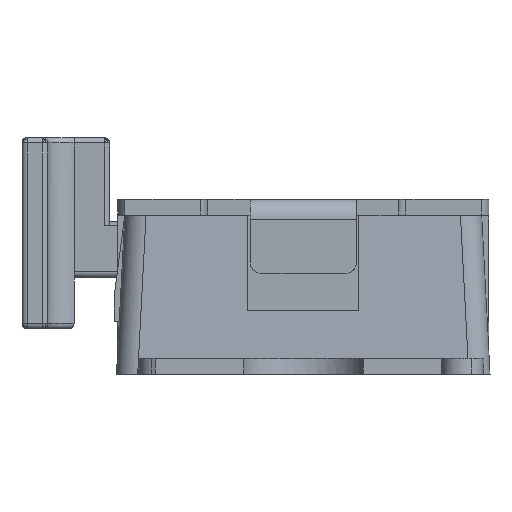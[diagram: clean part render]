
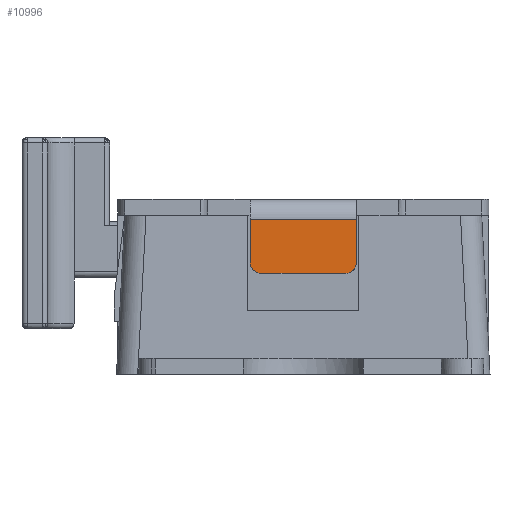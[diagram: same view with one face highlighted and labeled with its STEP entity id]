
A CAD part, left-side view. The second image highlights one B-rep face of the part: STEP entity #10996.
In plain terms, the highlighted planar face has unit normal (-1, 0, 0).
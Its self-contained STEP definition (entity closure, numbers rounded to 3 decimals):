
#16 = CARTESIAN_POINT ( 'NONE',  ( -2.799, 0.504, 1.073 ) ) ;
#82 = CARTESIAN_POINT ( 'NONE',  ( -2.799, 0.004, 4.247 ) ) ;
#419 = CARTESIAN_POINT ( 'NONE',  ( -2.799, -0.496, 1.073 ) ) ;
#458 = CARTESIAN_POINT ( 'NONE',  ( -2.799, 0.504, 1.344 ) ) ;
#972 = ORIENTED_EDGE ( 'NONE', *, *, #3440, .T. ) ;
#1205 = VERTEX_POINT ( 'NONE', #10624 ) ;
#1483 = VERTEX_POINT ( 'NONE', #6946 ) ;
#2057 = CARTESIAN_POINT ( 'NONE',  ( -2.799, -0.396, 0.973 ) ) ;
#2157 = CARTESIAN_POINT ( 'NONE',  ( -2.799, -0.423, 0.973 ) ) ;
#2305 = CARTESIAN_POINT ( 'NONE',  ( -2.799, 0.404, 0.973 ) ) ;
#2387 = EDGE_CURVE ( 'NONE', #7175, #9489, #10609, .T. ) ;
#2686 = PLANE ( 'NONE',  #8933 ) ;
#2800 = FACE_OUTER_BOUND ( 'NONE', #3200, .T. ) ;
#3188 = CARTESIAN_POINT ( 'NONE',  ( -2.799, -0.496, 1.073 ) ) ;
#3200 = EDGE_LOOP ( 'NONE', ( #11023, #10661, #6194, #972, #7209, #6330 ) ) ;
#3214 = CARTESIAN_POINT ( 'NONE',  ( -2.799, 0.504, 1.48 ) ) ;
#3243 = CARTESIAN_POINT ( 'NONE',  ( -2.799, 0.504, 1.073 ) ) ;
#3440 = EDGE_CURVE ( 'NONE', #9961, #1205, #8512, .T. ) ;
#3634 = CARTESIAN_POINT ( 'NONE',  ( -2.799, 0.504, 1.046 ) ) ;
#4232 = CARTESIAN_POINT ( 'NONE',  ( -2.799, -0.496, 1.209 ) ) ;
#4528 = CARTESIAN_POINT ( 'NONE',  ( -2.799, 0.494, 1.022 ) ) ;
#5274 = CARTESIAN_POINT ( 'NONE',  ( -2.799, 0.432, 0.973 ) ) ;
#5435 = CARTESIAN_POINT ( 'NONE',  ( -2.799, 0.455, 0.983 ) ) ;
#5653 = DIRECTION ( 'NONE',  ( 0., 1., 0. ) ) ;
#6177 = B_SPLINE_CURVE_WITH_KNOTS ( 'NONE', 3,
 ( #10768, #458, #6283, #3243 ),
 .UNSPECIFIED., .F., .F.,
 ( 4, 4 ),
 ( 0., 1. ),
 .UNSPECIFIED. ) ;
#6194 = ORIENTED_EDGE ( 'NONE', *, *, #10074, .T. ) ;
#6215 = B_SPLINE_CURVE_WITH_KNOTS ( 'NONE', 3,
 ( #2057, #2157, #8621, #6917, #7007, #3188 ),
 .UNSPECIFIED., .F., .F.,
 ( 4, 2, 4 ),
 ( 0., 0.5, 1. ),
 .UNSPECIFIED. ) ;
#6283 = CARTESIAN_POINT ( 'NONE',  ( -2.799, 0.504, 1.209 ) ) ;
#6330 = ORIENTED_EDGE ( 'NONE', *, *, #8737, .T. ) ;
#6917 = CARTESIAN_POINT ( 'NONE',  ( -2.799, -0.486, 1.022 ) ) ;
#6946 = CARTESIAN_POINT ( 'NONE',  ( -2.799, 0.504, 1.48 ) ) ;
#6978 = CARTESIAN_POINT ( 'NONE',  ( -2.799, 0.404, 0.973 ) ) ;
#7007 = CARTESIAN_POINT ( 'NONE',  ( -2.799, -0.496, 1.045 ) ) ;
#7175 = VERTEX_POINT ( 'NONE', #11943 ) ;
#7207 = CARTESIAN_POINT ( 'NONE',  ( -2.799, -0.496, 1.344 ) ) ;
#7209 = ORIENTED_EDGE ( 'NONE', *, *, #8607, .T. ) ;
#7734 = B_SPLINE_CURVE_WITH_KNOTS ( 'NONE', 3,
 ( #3214, #10988, #11980, #9728 ),
 .UNSPECIFIED., .F., .F.,
 ( 4, 4 ),
 ( 0., 1. ),
 .UNSPECIFIED. ) ;
#7980 = CARTESIAN_POINT ( 'NONE',  ( -2.799, 0.137, 0.973 ) ) ;
#8107 = B_SPLINE_CURVE_WITH_KNOTS ( 'NONE', 3,
 ( #6978, #7980, #8900, #9854 ),
 .UNSPECIFIED., .F., .F.,
 ( 4, 4 ),
 ( 0., 1. ),
 .UNSPECIFIED. ) ;
#8512 = B_SPLINE_CURVE_WITH_KNOTS ( 'NONE', 3,
 ( #8968, #3634, #4528, #5435, #5274, #2305 ),
 .UNSPECIFIED., .F., .F.,
 ( 4, 2, 4 ),
 ( 0., 0.5, 1. ),
 .UNSPECIFIED. ) ;
#8607 = EDGE_CURVE ( 'NONE', #1205, #11245, #8107, .T. ) ;
#8621 = CARTESIAN_POINT ( 'NONE',  ( -2.799, -0.447, 0.983 ) ) ;
#8737 = EDGE_CURVE ( 'NONE', #11245, #9489, #6215, .T. ) ;
#8900 = CARTESIAN_POINT ( 'NONE',  ( -2.799, -0.129, 0.973 ) ) ;
#8933 = AXIS2_PLACEMENT_3D ( 'NONE', #82, #12268, #5653 ) ;
#8968 = CARTESIAN_POINT ( 'NONE',  ( -2.799, 0.504, 1.073 ) ) ;
#9025 = CARTESIAN_POINT ( 'NONE',  ( -2.799, -0.496, 1.073 ) ) ;
#9038 = EDGE_CURVE ( 'NONE', #1483, #7175, #7734, .T. ) ;
#9489 = VERTEX_POINT ( 'NONE', #419 ) ;
#9728 = CARTESIAN_POINT ( 'NONE',  ( -2.799, -0.496, 1.48 ) ) ;
#9854 = CARTESIAN_POINT ( 'NONE',  ( -2.799, -0.396, 0.973 ) ) ;
#9961 = VERTEX_POINT ( 'NONE', #16 ) ;
#10074 = EDGE_CURVE ( 'NONE', #1483, #9961, #6177, .T. ) ;
#10609 = B_SPLINE_CURVE_WITH_KNOTS ( 'NONE', 3,
 ( #11841, #7207, #4232, #9025 ),
 .UNSPECIFIED., .F., .F.,
 ( 4, 4 ),
 ( 0., 1. ),
 .UNSPECIFIED. ) ;
#10624 = CARTESIAN_POINT ( 'NONE',  ( -2.799, 0.404, 0.973 ) ) ;
#10661 = ORIENTED_EDGE ( 'NONE', *, *, #9038, .F. ) ;
#10768 = CARTESIAN_POINT ( 'NONE',  ( -2.799, 0.504, 1.48 ) ) ;
#10988 = CARTESIAN_POINT ( 'NONE',  ( -2.799, 0.171, 1.48 ) ) ;
#10996 = ADVANCED_FACE ( 'NONE', ( #2800 ), #2686, .T. ) ;
#11023 = ORIENTED_EDGE ( 'NONE', *, *, #2387, .F. ) ;
#11245 = VERTEX_POINT ( 'NONE', #11258 ) ;
#11258 = CARTESIAN_POINT ( 'NONE',  ( -2.799, -0.396, 0.973 ) ) ;
#11841 = CARTESIAN_POINT ( 'NONE',  ( -2.799, -0.496, 1.48 ) ) ;
#11943 = CARTESIAN_POINT ( 'NONE',  ( -2.799, -0.496, 1.48 ) ) ;
#11980 = CARTESIAN_POINT ( 'NONE',  ( -2.799, -0.163, 1.48 ) ) ;
#12268 = DIRECTION ( 'NONE',  ( -1., 0., 0. ) ) ;
